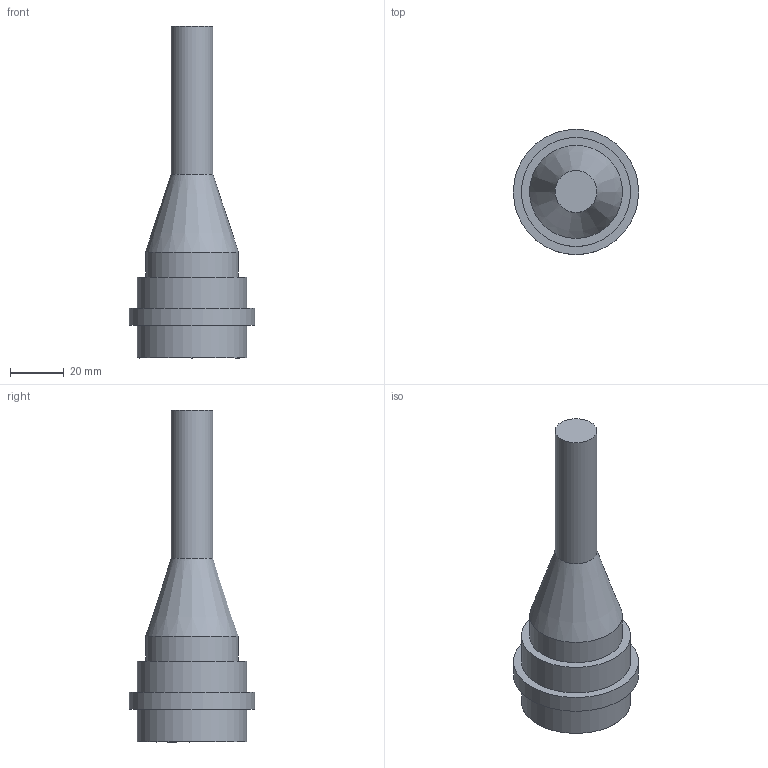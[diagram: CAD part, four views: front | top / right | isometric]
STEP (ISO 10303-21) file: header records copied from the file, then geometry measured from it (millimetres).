
FILE_DESCRIPTION(/* description */ (''),/* implementation_level */ '2;1');
FILE_NAME(/* name */ 'IL12F.stp',/* time_stamp */ '2014-11-14T11:57:40+01:00',/* author */ ('sh'),/* organization */ (''),/* preprocessor_version */ 'ST-DEVELOPER v15.2',/* originating_system */ 'Autodesk Inventor 2014',/* authorisation */ '');
FILE_SCHEMA (('AUTOMOTIVE_DESIGN { 1 0 10303 214 3 1 1 }'));
Length unit declared in the file: millimetre
Products named in the file (1): IL12F
Bounding box: 46.5 x 46.5 x 123.2 mm (x, y, z)
Volume: 70961.1 mm3; surface area: 16107 mm2
Topology: 1 solids, 1 shells, 288 faces, 750 edges, 500 vertices
Faces by surface type: plane 142, bspline 128, cylinder 17, cone 1
Full cylindrical faces by diameter (mm): 4.8 x12, 15.5 x1, 34.5 x1, 40.5 x2, 46.5 x1
Entity records: 9755 total; most frequent: CARTESIAN_POINT 3565, ORIENTED_EDGE 1460, DIRECTION 830, EDGE_CURVE 730, VERTEX_POINT 498, LINE 440, VECTOR 440, EDGE_LOOP 342
